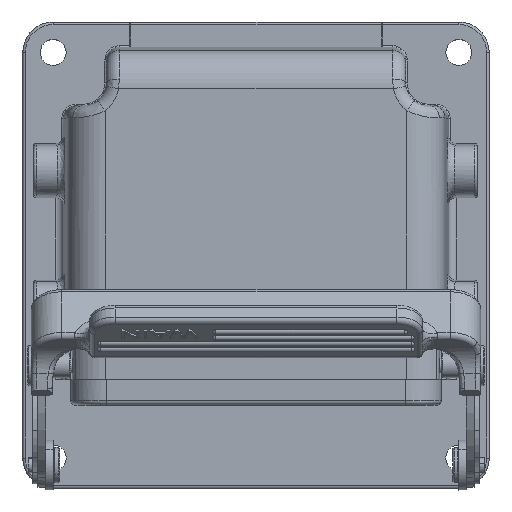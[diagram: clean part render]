
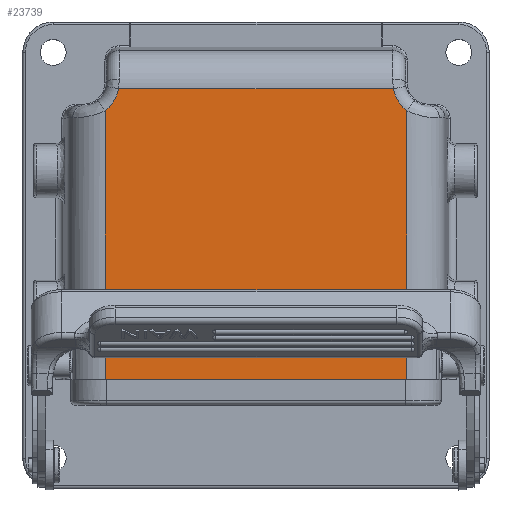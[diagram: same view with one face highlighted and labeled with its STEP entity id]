
A CAD part, top view. The second image highlights one B-rep face of the part: STEP entity #23739.
In plain terms, the highlighted planar face has unit normal (0, 0, 1).
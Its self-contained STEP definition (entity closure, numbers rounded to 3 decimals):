
#1895=DIRECTION('',(-1.,0.,0.));
#1896=VECTOR('',#1895,59.49);
#1897=CARTESIAN_POINT('',(73.615,18.145,
-0.743));
#1898=LINE('',#1897,#1896);
#1899=CARTESIAN_POINT('',(9.87,76.745,
-0.743));
#1900=DIRECTION('',(0.,0.,1.));
#1901=DIRECTION('',(0.608,-0.794,0.));
#1902=AXIS2_PLACEMENT_3D('',#1899,#1900,#1901);
#1904=CARTESIAN_POINT('',(77.87,76.745,
-0.743));
#1905=DIRECTION('',(0.,0.,1.));
#1906=DIRECTION('',(-0.984,-0.177,0.));
#1907=AXIS2_PLACEMENT_3D('',#1904,#1905,#1906);
#1909=DIRECTION('',(0.,-1.,0.));
#1910=VECTOR('',#1909,53.042);
#1911=CARTESIAN_POINT('',(73.615,71.186,
-0.743));
#1912=LINE('',#1911,#1910);
#1918=DIRECTION('',(0.,-1.,0.));
#1919=VECTOR('',#1918,53.042);
#1920=CARTESIAN_POINT('',(14.125,71.186,
-0.743));
#1921=LINE('',#1920,#1919);
#2565=CARTESIAN_POINT('',(73.615,71.186,
-0.743));
#2594=DIRECTION('',(-1.,0.,0.));
#2595=VECTOR('',#2594,54.221);
#2596=CARTESIAN_POINT('',(70.98,75.504,
-0.743));
#2597=LINE('',#2596,#2595);
#17440=VERTEX_POINT('',#2565);
#17606=CARTESIAN_POINT('',(70.98,75.504,
-0.743));
#17607=VERTEX_POINT('',#17606);
#17608=CARTESIAN_POINT('',(14.125,71.186,
-0.743));
#17609=CARTESIAN_POINT('',(16.76,75.504,
-0.743));
#17610=VERTEX_POINT('',#17608);
#17611=VERTEX_POINT('',#17609);
#21130=CARTESIAN_POINT('',(73.615,18.145,
-0.743));
#21131=VERTEX_POINT('',#21130);
#21132=CARTESIAN_POINT('',(14.125,18.145,
-0.743));
#21133=VERTEX_POINT('',#21132);
#23722=CARTESIAN_POINT('',(43.87,46.824,
-0.743));
#23723=DIRECTION('',(0.,0.,1.));
#23724=DIRECTION('',(0.,1.,0.));
#23725=AXIS2_PLACEMENT_3D('',#23722,#23723,#23724);
#23726=PLANE('',#23725);
#23727=ORIENTED_EDGE('',*,*,#23613,.T.);
#23729=ORIENTED_EDGE('',*,*,#23728,.F.);
#23731=ORIENTED_EDGE('',*,*,#23730,.T.);
#23733=ORIENTED_EDGE('',*,*,#23732,.F.);
#23735=ORIENTED_EDGE('',*,*,#23734,.T.);
#23736=ORIENTED_EDGE('',*,*,#23708,.T.);
#23737=EDGE_LOOP('',(#23727,#23729,#23731,#23733,#23735,#23736));
#23738=FACE_OUTER_BOUND('',#23737,.F.);
#1903=CIRCLE('',#1902,7.);
#1908=CIRCLE('',#1907,7.);
#23613=EDGE_CURVE('',#21131,#21133,#1898,.T.);
#23708=EDGE_CURVE('',#17440,#21131,#1912,.T.);
#23728=EDGE_CURVE('',#17610,#21133,#1921,.T.);
#23730=EDGE_CURVE('',#17610,#17611,#1903,.T.);
#23732=EDGE_CURVE('',#17607,#17611,#2597,.T.);
#23734=EDGE_CURVE('',#17607,#17440,#1908,.T.);
#23739=ADVANCED_FACE('',(#23738),#23726,.T.);
